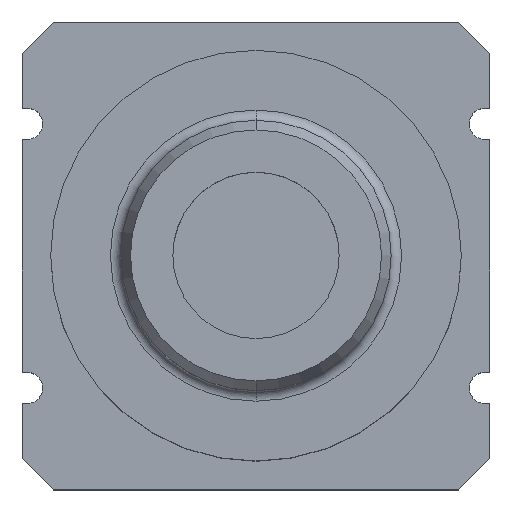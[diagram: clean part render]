
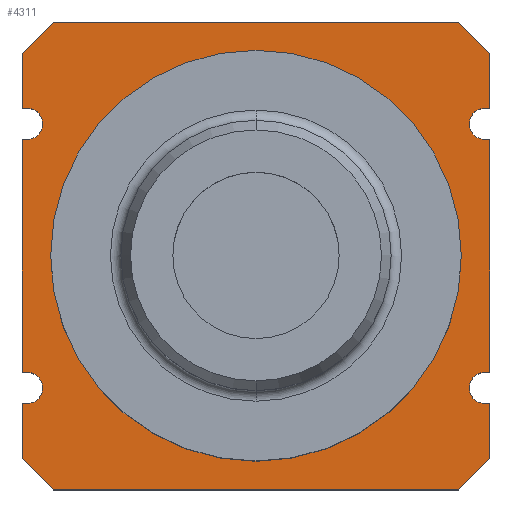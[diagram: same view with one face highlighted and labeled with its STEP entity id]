
A CAD part, top view. The second image highlights one B-rep face of the part: STEP entity #4311.
In plain terms, the highlighted planar face has unit normal (0, 0, 1).
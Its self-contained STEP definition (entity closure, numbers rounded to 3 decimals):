
#106=CARTESIAN_POINT('',(0.,0.,-2.86));
#107=DIRECTION('',(0.,0.,-1.));
#108=DIRECTION('',(0.,1.,0.));
#109=AXIS2_PLACEMENT_3D('',#106,#107,#108);
#111=DIRECTION('',(0.707,0.707,0.));
#112=VECTOR('',#111,0.424);
#113=CARTESIAN_POINT('',(1.95,-2.25,-2.86));
#114=LINE('',#113,#112);
#115=DIRECTION('',(1.,0.,0.));
#116=VECTOR('',#115,3.9);
#117=CARTESIAN_POINT('',(-1.95,-2.25,-2.86));
#118=LINE('',#117,#116);
#119=DIRECTION('',(0.707,-0.707,0.));
#120=VECTOR('',#119,0.424);
#121=CARTESIAN_POINT('',(-2.25,-1.95,-2.86));
#122=LINE('',#121,#120);
#123=DIRECTION('',(0.,-1.,0.));
#124=VECTOR('',#123,0.53);
#125=CARTESIAN_POINT('',(-2.25,-1.42,-2.86));
#126=LINE('',#125,#124);
#127=DIRECTION('',(-1.,0.,0.));
#128=VECTOR('',#127,0.05);
#129=CARTESIAN_POINT('',(-2.2,-1.42,-2.86));
#130=LINE('',#129,#128);
#131=CARTESIAN_POINT('',(-2.2,-1.27,-2.86));
#132=DIRECTION('',(0.,0.,-1.));
#133=DIRECTION('',(0.,1.,0.));
#134=AXIS2_PLACEMENT_3D('',#131,#132,#133);
#136=DIRECTION('',(1.,0.,0.));
#137=VECTOR('',#136,0.05);
#138=CARTESIAN_POINT('',(-2.25,-1.12,-2.86));
#139=LINE('',#138,#137);
#140=DIRECTION('',(0.,-1.,0.));
#141=VECTOR('',#140,2.24);
#142=CARTESIAN_POINT('',(-2.25,1.12,-2.86));
#143=LINE('',#142,#141);
#144=DIRECTION('',(-1.,0.,0.));
#145=VECTOR('',#144,0.05);
#146=CARTESIAN_POINT('',(-2.2,1.12,-2.86));
#147=LINE('',#146,#145);
#148=CARTESIAN_POINT('',(-2.2,1.27,-2.86));
#149=DIRECTION('',(0.,0.,-1.));
#150=DIRECTION('',(0.,1.,0.));
#151=AXIS2_PLACEMENT_3D('',#148,#149,#150);
#153=DIRECTION('',(1.,0.,0.));
#154=VECTOR('',#153,0.05);
#155=CARTESIAN_POINT('',(-2.25,1.42,-2.86));
#156=LINE('',#155,#154);
#157=DIRECTION('',(0.,-1.,0.));
#158=VECTOR('',#157,0.53);
#159=CARTESIAN_POINT('',(-2.25,1.95,-2.86));
#160=LINE('',#159,#158);
#161=DIRECTION('',(-0.707,-0.707,0.));
#162=VECTOR('',#161,0.424);
#163=CARTESIAN_POINT('',(-1.95,2.25,-2.86));
#164=LINE('',#163,#162);
#165=DIRECTION('',(-1.,0.,0.));
#166=VECTOR('',#165,3.9);
#167=CARTESIAN_POINT('',(1.95,2.25,-2.86));
#168=LINE('',#167,#166);
#169=DIRECTION('',(-0.707,0.707,0.));
#170=VECTOR('',#169,0.424);
#171=CARTESIAN_POINT('',(2.25,1.95,-2.86));
#172=LINE('',#171,#170);
#173=DIRECTION('',(0.,1.,0.));
#174=VECTOR('',#173,0.53);
#175=CARTESIAN_POINT('',(2.25,1.42,-2.86));
#176=LINE('',#175,#174);
#177=DIRECTION('',(1.,0.,0.));
#178=VECTOR('',#177,0.05);
#179=CARTESIAN_POINT('',(2.2,1.42,-2.86));
#180=LINE('',#179,#178);
#181=CARTESIAN_POINT('',(2.2,1.27,-2.86));
#182=DIRECTION('',(0.,0.,-1.));
#183=DIRECTION('',(0.,-1.,0.));
#184=AXIS2_PLACEMENT_3D('',#181,#182,#183);
#186=DIRECTION('',(-1.,0.,0.));
#187=VECTOR('',#186,0.05);
#188=CARTESIAN_POINT('',(2.25,1.12,-2.86));
#189=LINE('',#188,#187);
#190=DIRECTION('',(0.,1.,0.));
#191=VECTOR('',#190,2.24);
#192=CARTESIAN_POINT('',(2.25,-1.12,-2.86));
#193=LINE('',#192,#191);
#194=DIRECTION('',(1.,0.,0.));
#195=VECTOR('',#194,0.05);
#196=CARTESIAN_POINT('',(2.2,-1.12,-2.86));
#197=LINE('',#196,#195);
#198=CARTESIAN_POINT('',(2.2,-1.27,-2.86));
#199=DIRECTION('',(0.,0.,-1.));
#200=DIRECTION('',(0.,-1.,0.));
#201=AXIS2_PLACEMENT_3D('',#198,#199,#200);
#203=DIRECTION('',(-1.,0.,0.));
#204=VECTOR('',#203,0.05);
#205=CARTESIAN_POINT('',(2.25,-1.42,-2.86));
#206=LINE('',#205,#204);
#207=DIRECTION('',(0.,1.,0.));
#208=VECTOR('',#207,0.53);
#209=CARTESIAN_POINT('',(2.25,-1.95,-2.86));
#210=LINE('',#209,#208);
#3735=CARTESIAN_POINT('',(0.,0.,-2.86));
#3736=DIRECTION('',(0.,0.,-1.));
#3737=DIRECTION('',(0.,-1.,0.));
#3738=AXIS2_PLACEMENT_3D('',#3735,#3736,#3737);
#3752=CARTESIAN_POINT('',(0.,1.975,-2.86));
#3753=CARTESIAN_POINT('',(0.,-1.975,-2.86));
#3754=VERTEX_POINT('',#3752);
#3755=VERTEX_POINT('',#3753);
#3756=CARTESIAN_POINT('',(1.95,-2.25,-2.86));
#3757=CARTESIAN_POINT('',(2.25,-1.95,-2.86));
#3758=VERTEX_POINT('',#3756);
#3759=VERTEX_POINT('',#3757);
#3760=CARTESIAN_POINT('',(2.25,-1.42,-2.86));
#3761=VERTEX_POINT('',#3760);
#3762=CARTESIAN_POINT('',(2.2,-1.42,-2.86));
#3763=VERTEX_POINT('',#3762);
#3764=CARTESIAN_POINT('',(2.2,-1.12,-2.86));
#3765=VERTEX_POINT('',#3764);
#3766=CARTESIAN_POINT('',(2.25,-1.12,-2.86));
#3767=VERTEX_POINT('',#3766);
#3768=CARTESIAN_POINT('',(2.25,1.12,-2.86));
#3769=VERTEX_POINT('',#3768);
#3770=CARTESIAN_POINT('',(2.2,1.12,-2.86));
#3771=VERTEX_POINT('',#3770);
#3772=CARTESIAN_POINT('',(2.2,1.42,-2.86));
#3773=VERTEX_POINT('',#3772);
#3774=CARTESIAN_POINT('',(2.25,1.42,-2.86));
#3775=VERTEX_POINT('',#3774);
#3776=CARTESIAN_POINT('',(2.25,1.95,-2.86));
#3777=VERTEX_POINT('',#3776);
#3778=CARTESIAN_POINT('',(1.95,2.25,-2.86));
#3779=VERTEX_POINT('',#3778);
#3780=CARTESIAN_POINT('',(-1.95,2.25,-2.86));
#3781=VERTEX_POINT('',#3780);
#3782=CARTESIAN_POINT('',(-2.25,1.95,-2.86));
#3783=VERTEX_POINT('',#3782);
#3784=CARTESIAN_POINT('',(-2.25,1.42,-2.86));
#3785=VERTEX_POINT('',#3784);
#3786=CARTESIAN_POINT('',(-2.2,1.42,-2.86));
#3787=VERTEX_POINT('',#3786);
#3788=CARTESIAN_POINT('',(-2.2,1.12,-2.86));
#3789=VERTEX_POINT('',#3788);
#3790=CARTESIAN_POINT('',(-2.25,1.12,-2.86));
#3791=VERTEX_POINT('',#3790);
#3792=CARTESIAN_POINT('',(-2.25,-1.12,-2.86));
#3793=VERTEX_POINT('',#3792);
#3794=CARTESIAN_POINT('',(-2.2,-1.12,-2.86));
#3795=VERTEX_POINT('',#3794);
#3796=CARTESIAN_POINT('',(-2.2,-1.42,-2.86));
#3797=VERTEX_POINT('',#3796);
#3798=CARTESIAN_POINT('',(-2.25,-1.42,-2.86));
#3799=VERTEX_POINT('',#3798);
#3800=CARTESIAN_POINT('',(-2.25,-1.95,-2.86));
#3801=VERTEX_POINT('',#3800);
#3802=CARTESIAN_POINT('',(-1.95,-2.25,-2.86));
#3803=VERTEX_POINT('',#3802);
#4251=CARTESIAN_POINT('',(0.,0.,-2.86));
#4252=DIRECTION('',(0.,0.,1.));
#4253=DIRECTION('',(-1.,0.,0.));
#4254=AXIS2_PLACEMENT_3D('',#4251,#4252,#4253);
#4255=PLANE('',#4254);
#4257=ORIENTED_EDGE('',*,*,#4256,.F.);
#4259=ORIENTED_EDGE('',*,*,#4258,.F.);
#4261=ORIENTED_EDGE('',*,*,#4260,.F.);
#4263=ORIENTED_EDGE('',*,*,#4262,.F.);
#4265=ORIENTED_EDGE('',*,*,#4264,.F.);
#4267=ORIENTED_EDGE('',*,*,#4266,.F.);
#4269=ORIENTED_EDGE('',*,*,#4268,.F.);
#4271=ORIENTED_EDGE('',*,*,#4270,.F.);
#4273=ORIENTED_EDGE('',*,*,#4272,.F.);
#4275=ORIENTED_EDGE('',*,*,#4274,.F.);
#4277=ORIENTED_EDGE('',*,*,#4276,.F.);
#4279=ORIENTED_EDGE('',*,*,#4278,.F.);
#4281=ORIENTED_EDGE('',*,*,#4280,.F.);
#4283=ORIENTED_EDGE('',*,*,#4282,.F.);
#4285=ORIENTED_EDGE('',*,*,#4284,.F.);
#4287=ORIENTED_EDGE('',*,*,#4286,.F.);
#4289=ORIENTED_EDGE('',*,*,#4288,.F.);
#4291=ORIENTED_EDGE('',*,*,#4290,.F.);
#4293=ORIENTED_EDGE('',*,*,#4292,.F.);
#4295=ORIENTED_EDGE('',*,*,#4294,.F.);
#4297=ORIENTED_EDGE('',*,*,#4296,.F.);
#4299=ORIENTED_EDGE('',*,*,#4298,.F.);
#4301=ORIENTED_EDGE('',*,*,#4300,.F.);
#4303=ORIENTED_EDGE('',*,*,#4302,.F.);
#4304=EDGE_LOOP('',(#4257,#4259,#4261,#4263,#4265,#4267,#4269,#4271,#4273,#4275,
#4277,#4279,#4281,#4283,#4285,#4287,#4289,#4291,#4293,#4295,#4297,#4299,#4301,
#4303));
#4305=FACE_OUTER_BOUND('',#4304,.F.);
#4306=ORIENTED_EDGE('',*,*,#4241,.F.);
#4308=ORIENTED_EDGE('',*,*,#4307,.F.);
#4309=EDGE_LOOP('',(#4306,#4308));
#4310=FACE_BOUND('',#4309,.F.);
#110=CIRCLE('',#109,1.975);
#135=CIRCLE('',#134,0.15);
#152=CIRCLE('',#151,0.15);
#185=CIRCLE('',#184,0.15);
#202=CIRCLE('',#201,0.15);
#3739=CIRCLE('',#3738,1.975);
#4241=EDGE_CURVE('',#3754,#3755,#110,.T.);
#4256=EDGE_CURVE('',#3758,#3759,#114,.T.);
#4258=EDGE_CURVE('',#3803,#3758,#118,.T.);
#4260=EDGE_CURVE('',#3801,#3803,#122,.T.);
#4262=EDGE_CURVE('',#3799,#3801,#126,.T.);
#4264=EDGE_CURVE('',#3797,#3799,#130,.T.);
#4266=EDGE_CURVE('',#3795,#3797,#135,.T.);
#4268=EDGE_CURVE('',#3793,#3795,#139,.T.);
#4270=EDGE_CURVE('',#3791,#3793,#143,.T.);
#4272=EDGE_CURVE('',#3789,#3791,#147,.T.);
#4274=EDGE_CURVE('',#3787,#3789,#152,.T.);
#4276=EDGE_CURVE('',#3785,#3787,#156,.T.);
#4278=EDGE_CURVE('',#3783,#3785,#160,.T.);
#4280=EDGE_CURVE('',#3781,#3783,#164,.T.);
#4282=EDGE_CURVE('',#3779,#3781,#168,.T.);
#4284=EDGE_CURVE('',#3777,#3779,#172,.T.);
#4286=EDGE_CURVE('',#3775,#3777,#176,.T.);
#4288=EDGE_CURVE('',#3773,#3775,#180,.T.);
#4290=EDGE_CURVE('',#3771,#3773,#185,.T.);
#4292=EDGE_CURVE('',#3769,#3771,#189,.T.);
#4294=EDGE_CURVE('',#3767,#3769,#193,.T.);
#4296=EDGE_CURVE('',#3765,#3767,#197,.T.);
#4298=EDGE_CURVE('',#3763,#3765,#202,.T.);
#4300=EDGE_CURVE('',#3761,#3763,#206,.T.);
#4302=EDGE_CURVE('',#3759,#3761,#210,.T.);
#4307=EDGE_CURVE('',#3755,#3754,#3739,.T.);
#4311=ADVANCED_FACE('',(#4305,#4310),#4255,.T.);
